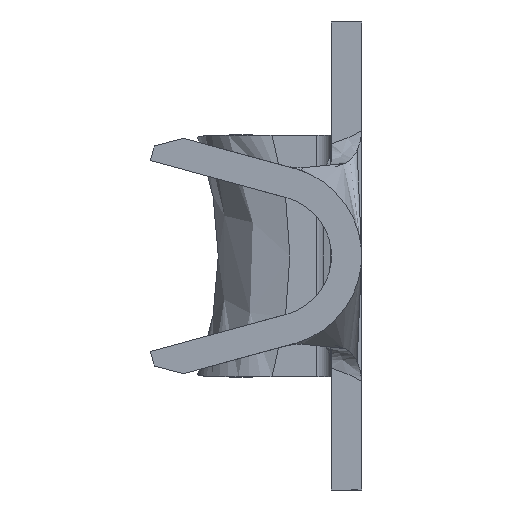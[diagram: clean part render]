
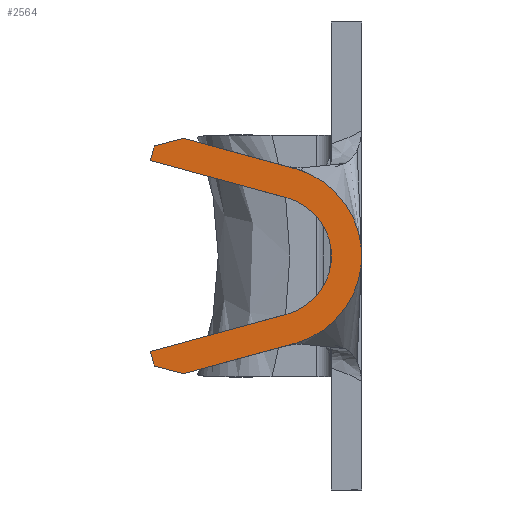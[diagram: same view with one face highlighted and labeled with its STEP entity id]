
A CAD part, left-side view. The second image highlights one B-rep face of the part: STEP entity #2564.
In plain terms, the highlighted planar face has unit normal (-1, 0, 0).
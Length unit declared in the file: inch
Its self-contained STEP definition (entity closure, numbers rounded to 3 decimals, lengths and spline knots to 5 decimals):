
#27 = VECTOR ( 'NONE', #6964, 39.37008 ) ;
#52 = DIRECTION ( 'NONE',  ( 0., -0.965, 0.263 ) ) ;
#105 = ORIENTED_EDGE ( 'NONE', *, *, #3020, .T. ) ;
#176 = VERTEX_POINT ( 'NONE', #4408 ) ;
#220 = AXIS2_PLACEMENT_3D ( 'NONE', #3655, #227, #4249 ) ;
#227 = DIRECTION ( 'NONE',  ( -1., 0., 0. ) ) ;
#231 = LINE ( 'NONE', #3605, #3070 ) ;
#252 = CARTESIAN_POINT ( 'NONE',  ( -1.67, 0.04423, 0.05789 ) ) ;
#314 = CIRCLE ( 'NONE', #977, 0.04 ) ;
#381 = ORIENTED_EDGE ( 'NONE', *, *, #4913, .T. ) ;
#387 = CARTESIAN_POINT ( 'NONE',  ( -1.67, 0.13737, -0.07291 ) ) ;
#506 = VERTEX_POINT ( 'NONE', #7119 ) ;
#607 = EDGE_CURVE ( 'NONE', #506, #862, #3469, .T. ) ;
#786 = VECTOR ( 'NONE', #2649, 39.37008 ) ;
#823 = ORIENTED_EDGE ( 'NONE', *, *, #607, .T. ) ;
#846 = VECTOR ( 'NONE', #2835, 39.37008 ) ;
#862 = VERTEX_POINT ( 'NONE', #3953 ) ;
#977 = AXIS2_PLACEMENT_3D ( 'NONE', #6720, #3225, #7308 ) ;
#1272 = EDGE_CURVE ( 'NONE', #862, #3439, #3847, .T. ) ;
#1351 = CARTESIAN_POINT ( 'NONE',  ( -1.67, 0.11803, 0.078 ) ) ;
#1364 = VECTOR ( 'NONE', #2097, 39.37008 ) ;
#1367 = CARTESIAN_POINT ( 'NONE',  ( -1.67, 0.04423, -0.05789 ) ) ;
#1376 = VERTEX_POINT ( 'NONE', #5634 ) ;
#1652 = VERTEX_POINT ( 'NONE', #4052 ) ;
#1873 = DIRECTION ( 'NONE',  ( 0., 0.965, 0.263 ) ) ;
#1919 = PLANE ( 'NONE',  #5735 ) ;
#2097 = DIRECTION ( 'NONE',  ( 0., 0.965, -0.263 ) ) ;
#2216 = ORIENTED_EDGE ( 'NONE', *, *, #3917, .T. ) ;
#2324 = LINE ( 'NONE', #6923, #846 ) ;
#2331 = FACE_OUTER_BOUND ( 'NONE', #6511, .T. ) ;
#2564 = ADVANCED_FACE ( 'NONE', ( #2331 ), #1919, .T. ) ;
#2575 = ORIENTED_EDGE ( 'NONE', *, *, #4754, .T. ) ;
#2649 = DIRECTION ( 'NONE',  ( 0., -0.967, -0.255 ) ) ;
#2676 = ORIENTED_EDGE ( 'NONE', *, *, #4851, .T. ) ;
#2772 = CARTESIAN_POINT ( 'NONE',  ( -1.67, 0.11803, -0.078 ) ) ;
#2835 = DIRECTION ( 'NONE',  ( 0., -0.965, -0.263 ) ) ;
#2851 = CARTESIAN_POINT ( 'NONE',  ( -1.67, 0.13737, 0.07291 ) ) ;
#3020 = EDGE_CURVE ( 'NONE', #176, #7229, #2324, .T. ) ;
#3070 = VECTOR ( 'NONE', #1873, 39.37008 ) ;
#3076 = EDGE_CURVE ( 'NONE', #7229, #1376, #314, .T. ) ;
#3098 = CARTESIAN_POINT ( 'NONE',  ( -1.67, 0.06, 0. ) ) ;
#3225 = DIRECTION ( 'NONE',  ( 1., 0., 0. ) ) ;
#3439 = VERTEX_POINT ( 'NONE', #2772 ) ;
#3469 = LINE ( 'NONE', #5409, #6390 ) ;
#3481 = CARTESIAN_POINT ( 'NONE',  ( -1.67, 0.04423, -0.05789 ) ) ;
#3605 = CARTESIAN_POINT ( 'NONE',  ( -1.67, 0.04423, 0.05789 ) ) ;
#3655 = CARTESIAN_POINT ( 'NONE',  ( -1.67, 0.06, 0. ) ) ;
#3692 = ORIENTED_EDGE ( 'NONE', *, *, #6426, .T. ) ;
#3700 = DIRECTION ( 'NONE',  ( 0., 0., 1. ) ) ;
#3847 = LINE ( 'NONE', #387, #786 ) ;
#3917 = EDGE_CURVE ( 'NONE', #4954, #7393, #231, .T. ) ;
#3953 = CARTESIAN_POINT ( 'NONE',  ( -1.67, 0.13737, -0.07291 ) ) ;
#4052 = CARTESIAN_POINT ( 'NONE',  ( -1.67, 0.13737, 0.07291 ) ) ;
#4249 = DIRECTION ( 'NONE',  ( 0., 0., 1. ) ) ;
#4408 = CARTESIAN_POINT ( 'NONE',  ( -1.67, 0.14, 0.06326 ) ) ;
#4439 = LINE ( 'NONE', #5613, #1364 ) ;
#4532 = LINE ( 'NONE', #4550, #5898 ) ;
#4550 = CARTESIAN_POINT ( 'NONE',  ( -1.67, 0.14, 0.06326 ) ) ;
#4754 = EDGE_CURVE ( 'NONE', #1652, #176, #4532, .T. ) ;
#4851 = EDGE_CURVE ( 'NONE', #3439, #4940, #6908, .T. ) ;
#4877 = ORIENTED_EDGE ( 'NONE', *, *, #3076, .T. ) ;
#4913 = EDGE_CURVE ( 'NONE', #4940, #4954, #5153, .T. ) ;
#4940 = VERTEX_POINT ( 'NONE', #1367 ) ;
#4954 = VERTEX_POINT ( 'NONE', #252 ) ;
#5126 = DIRECTION ( 'NONE',  ( 0., 0.263, -0.965 ) ) ;
#5153 = CIRCLE ( 'NONE', #220, 0.06 ) ;
#5339 = VECTOR ( 'NONE', #52, 39.37008 ) ;
#5409 = CARTESIAN_POINT ( 'NONE',  ( -1.67, 0.13737, -0.07291 ) ) ;
#5524 = EDGE_CURVE ( 'NONE', #7393, #1652, #6166, .T. ) ;
#5613 = CARTESIAN_POINT ( 'NONE',  ( -1.67, 0.04948, -0.03859 ) ) ;
#5634 = CARTESIAN_POINT ( 'NONE',  ( -1.67, 0.04948, -0.03859 ) ) ;
#5735 = AXIS2_PLACEMENT_3D ( 'NONE', #3098, #7190, #3700 ) ;
#5898 = VECTOR ( 'NONE', #5126, 39.37008 ) ;
#6166 = LINE ( 'NONE', #2851, #27 ) ;
#6390 = VECTOR ( 'NONE', #7160, 39.37008 ) ;
#6426 = EDGE_CURVE ( 'NONE', #1376, #506, #4439, .T. ) ;
#6511 = EDGE_LOOP ( 'NONE', ( #381, #2216, #7076, #2575, #105, #4877, #3692, #823, #7161, #2676 ) ) ;
#6720 = CARTESIAN_POINT ( 'NONE',  ( -1.67, 0.06, 0. ) ) ;
#6908 = LINE ( 'NONE', #3481, #5339 ) ;
#6923 = CARTESIAN_POINT ( 'NONE',  ( -1.67, 0.04948, 0.03859 ) ) ;
#6964 = DIRECTION ( 'NONE',  ( 0., 0.967, -0.255 ) ) ;
#7008 = CARTESIAN_POINT ( 'NONE',  ( -1.67, 0.04948, 0.03859 ) ) ;
#7076 = ORIENTED_EDGE ( 'NONE', *, *, #5524, .T. ) ;
#7119 = CARTESIAN_POINT ( 'NONE',  ( -1.67, 0.14, -0.06326 ) ) ;
#7160 = DIRECTION ( 'NONE',  ( 0., -0.263, -0.965 ) ) ;
#7161 = ORIENTED_EDGE ( 'NONE', *, *, #1272, .T. ) ;
#7190 = DIRECTION ( 'NONE',  ( -1., 0., 0. ) ) ;
#7229 = VERTEX_POINT ( 'NONE', #7008 ) ;
#7308 = DIRECTION ( 'NONE',  ( 0., 0., 1. ) ) ;
#7393 = VERTEX_POINT ( 'NONE', #1351 ) ;
